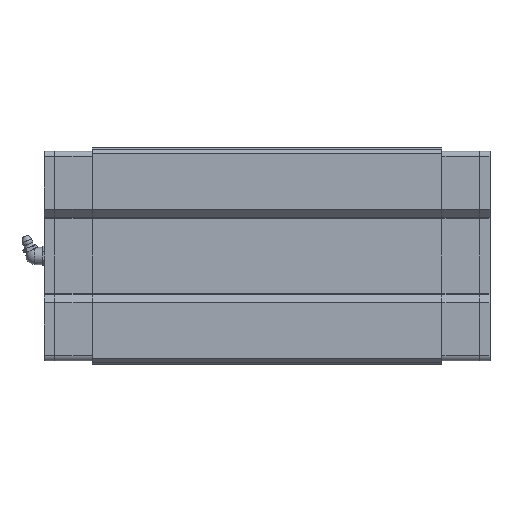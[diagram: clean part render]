
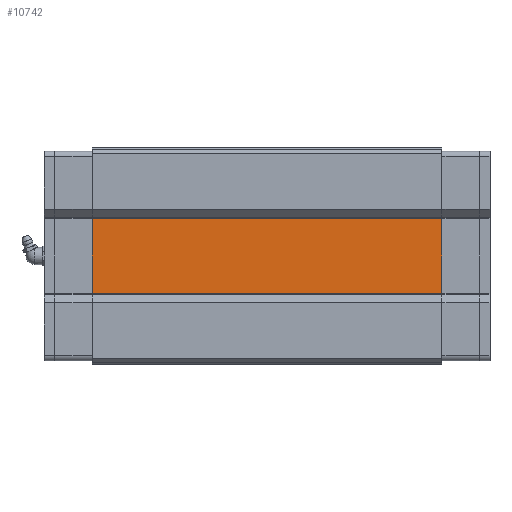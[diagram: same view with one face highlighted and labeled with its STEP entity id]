
A CAD part, front view. The second image highlights one B-rep face of the part: STEP entity #10742.
In plain terms, the highlighted face is planar.
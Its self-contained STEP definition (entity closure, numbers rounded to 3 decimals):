
#535=FACE_OUTER_BOUND('',#1130,.T.);
#1130=EDGE_LOOP('',(#8277,#8278,#8279,#8280));
#2376=LINE('',#16559,#3591);
#2404=LINE('',#16630,#3619);
#2405=LINE('',#16633,#3620);
#2406=LINE('',#16634,#3621);
#3591=VECTOR('',#13379,10.);
#3619=VECTOR('',#13447,10.);
#3620=VECTOR('',#13450,10.);
#3621=VECTOR('',#13451,10.);
#4724=VERTEX_POINT('',#16556);
#4725=VERTEX_POINT('',#16558);
#4748=VERTEX_POINT('',#16628);
#4749=VERTEX_POINT('',#16632);
#5993=EDGE_CURVE('',#4724,#4725,#2376,.T.);
#6029=EDGE_CURVE('',#4724,#4748,#2404,.T.);
#6030=EDGE_CURVE('',#4749,#4748,#2405,.T.);
#6031=EDGE_CURVE('',#4725,#4749,#2406,.T.);
#8277=ORIENTED_EDGE('',*,*,#5993,.F.);
#8278=ORIENTED_EDGE('',*,*,#6029,.T.);
#8279=ORIENTED_EDGE('',*,*,#6030,.F.);
#8280=ORIENTED_EDGE('',*,*,#6031,.F.);
#10268=PLANE('',#11565);
#10742=ADVANCED_FACE('',(#535),#10268,.F.);
#11565=AXIS2_PLACEMENT_3D('',#16631,#13448,#13449);
#13379=DIRECTION('',(0.,1.,0.));
#13447=DIRECTION('',(-1.,0.,0.));
#13448=DIRECTION('center_axis',(0.,0.,1.));
#13449=DIRECTION('ref_axis',(0.,1.,0.));
#13450=DIRECTION('',(0.,-1.,0.));
#13451=DIRECTION('',(-1.,0.,0.));
#16556=CARTESIAN_POINT('',(200.193,-7.767,0.5));
#16558=CARTESIAN_POINT('',(200.193,38.233,0.5));
#16559=CARTESIAN_POINT('',(200.193,-3.884,0.5));
#16628=CARTESIAN_POINT('',(-3.407,-7.767,0.5));
#16630=CARTESIAN_POINT('',(-31.307,-7.767,0.5));
#16631=CARTESIAN_POINT('Origin',(228.093,-7.767,0.5));
#16632=CARTESIAN_POINT('',(-3.407,38.233,0.5));
#16633=CARTESIAN_POINT('',(-3.407,-3.884,0.5));
#16634=CARTESIAN_POINT('',(-31.307,38.233,0.5));
